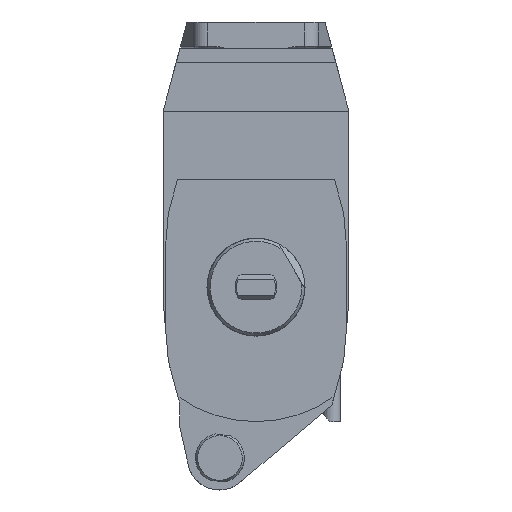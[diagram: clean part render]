
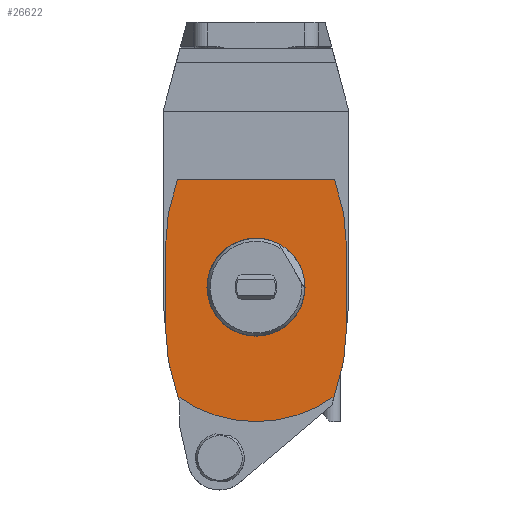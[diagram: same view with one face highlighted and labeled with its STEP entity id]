
A CAD part, front view. The second image highlights one B-rep face of the part: STEP entity #26622.
In plain terms, the highlighted planar face has unit normal (0, -1, 0).
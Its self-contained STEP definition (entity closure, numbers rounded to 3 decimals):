
#399 = VERTEX_POINT ( 'NONE', #2754 ) ;
#573 = DIRECTION ( 'NONE',  ( 0., 0., -1. ) ) ;
#707 = VECTOR ( 'NONE', #20230, 1000. ) ;
#1464 = FACE_OUTER_BOUND ( 'NONE', #19713, .T. ) ;
#1565 = LINE ( 'NONE', #26160, #707 ) ;
#1596 = DIRECTION ( 'NONE',  ( 0., 1., 0. ) ) ;
#1625 = AXIS2_PLACEMENT_3D ( 'NONE', #17670, #18087, #24131 ) ;
#1635 = LINE ( 'NONE', #5607, #13956 ) ;
#1655 = VECTOR ( 'NONE', #3064, 1000. ) ;
#1916 = VERTEX_POINT ( 'NONE', #17852 ) ;
#2163 = DIRECTION ( 'NONE',  ( 0., 1., 0. ) ) ;
#2634 = DIRECTION ( 'NONE',  ( 1., 0., 0. ) ) ;
#2665 = LINE ( 'NONE', #7007, #11184 ) ;
#2671 = DIRECTION ( 'NONE',  ( 0.087, 0., -0.996 ) ) ;
#2754 = CARTESIAN_POINT ( 'NONE',  ( 35.867, -130., -19.845 ) ) ;
#2770 = EDGE_CURVE ( 'NONE', #16812, #9127, #2940, .T. ) ;
#2777 = EDGE_CURVE ( 'NONE', #13308, #9127, #2665, .T. ) ;
#2902 = ORIENTED_EDGE ( 'NONE', *, *, #15244, .F. ) ;
#2940 = LINE ( 'NONE', #11083, #22992 ) ;
#3064 = DIRECTION ( 'NONE',  ( -0.259, 0., -0.966 ) ) ;
#3610 = LINE ( 'NONE', #16347, #14567 ) ;
#3684 = CARTESIAN_POINT ( 'NONE',  ( 37., -130., -32.79 ) ) ;
#3932 = EDGE_CURVE ( 'NONE', #19439, #16812, #6171, .T. ) ;
#4113 = CIRCLE ( 'NONE', #19726, 20.059 ) ;
#4130 = CARTESIAN_POINT ( 'NONE',  ( 41.003, -130., -60.987 ) ) ;
#4516 = VECTOR ( 'NONE', #2634, 1000. ) ;
#5122 = EDGE_CURVE ( 'NONE', #27017, #13322, #1635, .T. ) ;
#5607 = CARTESIAN_POINT ( 'NONE',  ( -38.213, -130., -46.657 ) ) ;
#6073 = ORIENTED_EDGE ( 'NONE', *, *, #2777, .F. ) ;
#6171 = LINE ( 'NONE', #4130, #25665 ) ;
#6255 = CARTESIAN_POINT ( 'NONE',  ( 0., -130., -50. ) ) ;
#6791 = VECTOR ( 'NONE', #2671, 1000. ) ;
#6943 = LINE ( 'NONE', #23603, #24438 ) ;
#7007 = CARTESIAN_POINT ( 'NONE',  ( 37., -130., -50. ) ) ;
#7011 = CARTESIAN_POINT ( 'NONE',  ( 38.213, -130., -46.657 ) ) ;
#7143 = LINE ( 'NONE', #7011, #6791 ) ;
#7503 = DIRECTION ( 'NONE',  ( -0.087, 0., -0.996 ) ) ;
#8289 = ORIENTED_EDGE ( 'NONE', *, *, #18077, .T. ) ;
#8885 = ORIENTED_EDGE ( 'NONE', *, *, #9733, .F. ) ;
#9127 = VERTEX_POINT ( 'NONE', #11342 ) ;
#9694 = ORIENTED_EDGE ( 'NONE', *, *, #5122, .T. ) ;
#9733 = EDGE_CURVE ( 'NONE', #12141, #15379, #26043, .T. ) ;
#9938 = CARTESIAN_POINT ( 'NONE',  ( -37., -130., -32.79 ) ) ;
#9995 = CARTESIAN_POINT ( 'NONE',  ( 32.158, -130., -6. ) ) ;
#10461 = DIRECTION ( 'NONE',  ( 0., 0., 1. ) ) ;
#10669 = EDGE_CURVE ( 'NONE', #13322, #16736, #1565, .T. ) ;
#10830 = VECTOR ( 'NONE', #13827, 1000. ) ;
#11083 = CARTESIAN_POINT ( 'NONE',  ( 38.213, -130., -53.343 ) ) ;
#11184 = VECTOR ( 'NONE', #573, 1000. ) ;
#11342 = CARTESIAN_POINT ( 'NONE',  ( 37., -130., -67.21 ) ) ;
#11683 = CARTESIAN_POINT ( 'NONE',  ( -41.003, -130., -60.987 ) ) ;
#12141 = VERTEX_POINT ( 'NONE', #16643 ) ;
#12942 = LINE ( 'NONE', #17440, #4516 ) ;
#13039 = CARTESIAN_POINT ( 'NONE',  ( 35.867, -130., -80.155 ) ) ;
#13167 = DIRECTION ( 'NONE',  ( -0.087, 0., 0.996 ) ) ;
#13227 = CARTESIAN_POINT ( 'NONE',  ( -41.003, -130., -39.013 ) ) ;
#13308 = VERTEX_POINT ( 'NONE', #3684 ) ;
#13322 = VERTEX_POINT ( 'NONE', #9938 ) ;
#13405 = VERTEX_POINT ( 'NONE', #15049 ) ;
#13821 = ORIENTED_EDGE ( 'NONE', *, *, #3932, .T. ) ;
#13827 = DIRECTION ( 'NONE',  ( -0.259, 0., 0.966 ) ) ;
#13956 = VECTOR ( 'NONE', #7503, 1000. ) ;
#14160 = AXIS2_PLACEMENT_3D ( 'NONE', #6255, #2163, #10461 ) ;
#14551 = CARTESIAN_POINT ( 'NONE',  ( -37., -130., -67.21 ) ) ;
#14567 = VECTOR ( 'NONE', #24737, 1000. ) ;
#14776 = EDGE_LOOP ( 'NONE', ( #8289 ) ) ;
#14947 = ORIENTED_EDGE ( 'NONE', *, *, #10669, .T. ) ;
#15049 = CARTESIAN_POINT ( 'NONE',  ( -32.158, -130., -6. ) ) ;
#15244 = EDGE_CURVE ( 'NONE', #22740, #399, #3610, .T. ) ;
#15379 = VERTEX_POINT ( 'NONE', #22361 ) ;
#15413 = EDGE_CURVE ( 'NONE', #19439, #12141, #16770, .T. ) ;
#15500 = CARTESIAN_POINT ( 'NONE',  ( 31.952, -130., -94.767 ) ) ;
#15643 = ORIENTED_EDGE ( 'NONE', *, *, #21062, .F. ) ;
#15806 = ORIENTED_EDGE ( 'NONE', *, *, #2770, .T. ) ;
#16010 = DIRECTION ( 'NONE',  ( 0., 0., 1. ) ) ;
#16347 = CARTESIAN_POINT ( 'NONE',  ( 41.003, -130., -39.013 ) ) ;
#16643 = CARTESIAN_POINT ( 'NONE',  ( -31.952, -130., -94.767 ) ) ;
#16736 = VERTEX_POINT ( 'NONE', #14551 ) ;
#16770 = CIRCLE ( 'NONE', #14160, 55. ) ;
#16812 = VERTEX_POINT ( 'NONE', #13039 ) ;
#17440 = CARTESIAN_POINT ( 'NONE',  ( 0., -130., -6. ) ) ;
#17670 = CARTESIAN_POINT ( 'NONE',  ( 0., -130., -71.2 ) ) ;
#17852 = CARTESIAN_POINT ( 'NONE',  ( 0., -130., -29.941 ) ) ;
#18077 = EDGE_CURVE ( 'NONE', #1916, #1916, #4113, .T. ) ;
#18087 = DIRECTION ( 'NONE',  ( 0., 1., 0. ) ) ;
#19092 = EDGE_CURVE ( 'NONE', #13405, #22740, #12942, .T. ) ;
#19439 = VERTEX_POINT ( 'NONE', #15500 ) ;
#19713 = EDGE_LOOP ( 'NONE', ( #26533, #8885, #22769, #13821, #15806, #6073, #15643, #2902, #22190, #22016, #9694, #14947 ) ) ;
#19726 = AXIS2_PLACEMENT_3D ( 'NONE', #21938, #1596, #16010 ) ;
#20230 = DIRECTION ( 'NONE',  ( 0., 0., -1. ) ) ;
#21062 = EDGE_CURVE ( 'NONE', #399, #13308, #7143, .T. ) ;
#21938 = CARTESIAN_POINT ( 'NONE',  ( 0., -130., -50. ) ) ;
#22016 = ORIENTED_EDGE ( 'NONE', *, *, #26107, .T. ) ;
#22077 = FACE_BOUND ( 'NONE', #14776, .T. ) ;
#22190 = ORIENTED_EDGE ( 'NONE', *, *, #19092, .F. ) ;
#22361 = CARTESIAN_POINT ( 'NONE',  ( -35.867, -130., -80.155 ) ) ;
#22494 = PLANE ( 'NONE',  #1625 ) ;
#22740 = VERTEX_POINT ( 'NONE', #9995 ) ;
#22769 = ORIENTED_EDGE ( 'NONE', *, *, #15413, .F. ) ;
#22992 = VECTOR ( 'NONE', #25844, 1000. ) ;
#23257 = EDGE_CURVE ( 'NONE', #15379, #16736, #6943, .T. ) ;
#23603 = CARTESIAN_POINT ( 'NONE',  ( -38.213, -130., -53.343 ) ) ;
#24056 = LINE ( 'NONE', #13227, #1655 ) ;
#24131 = DIRECTION ( 'NONE',  ( 0., 0., 1. ) ) ;
#24438 = VECTOR ( 'NONE', #13167, 1000. ) ;
#24737 = DIRECTION ( 'NONE',  ( 0.259, 0., -0.966 ) ) ;
#25423 = CARTESIAN_POINT ( 'NONE',  ( -35.867, -130., -19.845 ) ) ;
#25665 = VECTOR ( 'NONE', #27069, 1000. ) ;
#25844 = DIRECTION ( 'NONE',  ( 0.087, 0., 0.996 ) ) ;
#26043 = LINE ( 'NONE', #11683, #10830 ) ;
#26107 = EDGE_CURVE ( 'NONE', #13405, #27017, #24056, .T. ) ;
#26160 = CARTESIAN_POINT ( 'NONE',  ( -37., -130., -50. ) ) ;
#26533 = ORIENTED_EDGE ( 'NONE', *, *, #23257, .F. ) ;
#26622 = ADVANCED_FACE ( 'Defeature completata2_293', ( #1464, #22077 ), #22494, .F. ) ;
#27017 = VERTEX_POINT ( 'NONE', #25423 ) ;
#27069 = DIRECTION ( 'NONE',  ( 0.259, 0., 0.966 ) ) ;
